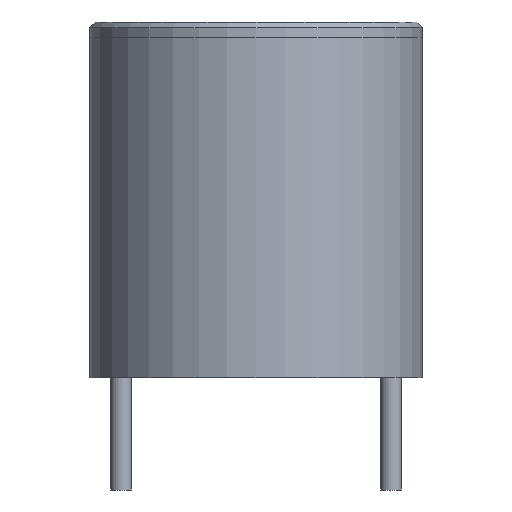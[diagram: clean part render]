
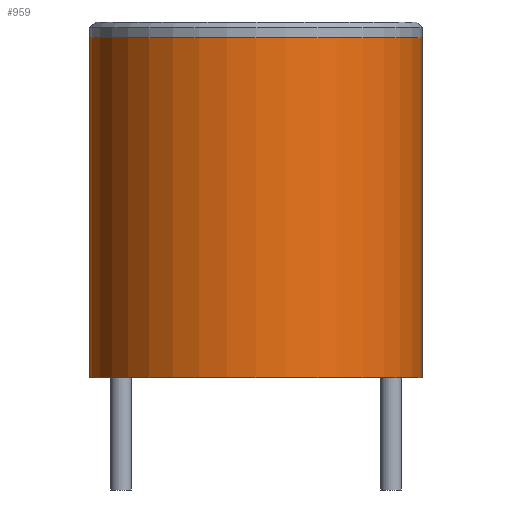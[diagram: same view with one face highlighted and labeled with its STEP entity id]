
A CAD part, front view. The second image highlights one B-rep face of the part: STEP entity #959.
In plain terms, the highlighted cylindrical face has radius 7.4 mm (diameter 14.8 mm), a full revolution.
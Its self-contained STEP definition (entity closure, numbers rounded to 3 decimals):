
#891 = EDGE_CURVE('',#892,#892,#894,.T.);
#892 = VERTEX_POINT('',#893);
#893 = CARTESIAN_POINT('',(-7.4,0.,15.11));
#894 = CIRCLE('',#895,7.4);
#895 = AXIS2_PLACEMENT_3D('',#896,#897,#898);
#896 = CARTESIAN_POINT('',(0.,0.,15.11));
#897 = DIRECTION('',(0.,0.,-1.));
#898 = DIRECTION('',(-1.,0.,0.));
#946 = EDGE_CURVE('',#947,#947,#949,.T.);
#947 = VERTEX_POINT('',#948);
#948 = CARTESIAN_POINT('',(-7.4,0.,0.01));
#949 = CIRCLE('',#950,7.4);
#950 = AXIS2_PLACEMENT_3D('',#951,#952,#953);
#951 = CARTESIAN_POINT('',(0.,0.,0.01));
#952 = DIRECTION('',(0.,0.,-1.));
#953 = DIRECTION('',(-1.,0.,0.));
#959 = ADVANCED_FACE('',(#960),#970,.T.);
#960 = FACE_BOUND('',#961,.T.);
#961 = EDGE_LOOP('',(#962,#963,#968,#969));
#962 = ORIENTED_EDGE('',*,*,#946,.F.);
#963 = ORIENTED_EDGE('',*,*,#964,.T.);
#964 = EDGE_CURVE('',#947,#892,#965,.T.);
#965 = B_SPLINE_CURVE_WITH_KNOTS('',1,(#966,#967),.UNSPECIFIED.,.F.,.F.,
  (2,2),(0.,15.1),.PIECEWISE_BEZIER_KNOTS.);
#966 = CARTESIAN_POINT('',(-7.4,0.,0.01));
#967 = CARTESIAN_POINT('',(-7.4,0.,15.11));
#968 = ORIENTED_EDGE('',*,*,#891,.T.);
#969 = ORIENTED_EDGE('',*,*,#964,.F.);
#970 = CYLINDRICAL_SURFACE('',#971,7.4);
#971 = AXIS2_PLACEMENT_3D('',#972,#973,#974);
#972 = CARTESIAN_POINT('',(0.,0.,0.01));
#973 = DIRECTION('',(0.,0.,1.));
#974 = DIRECTION('',(-1.,0.,0.));
